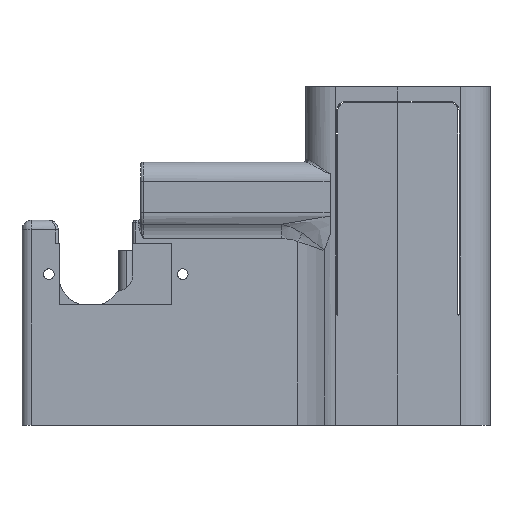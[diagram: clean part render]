
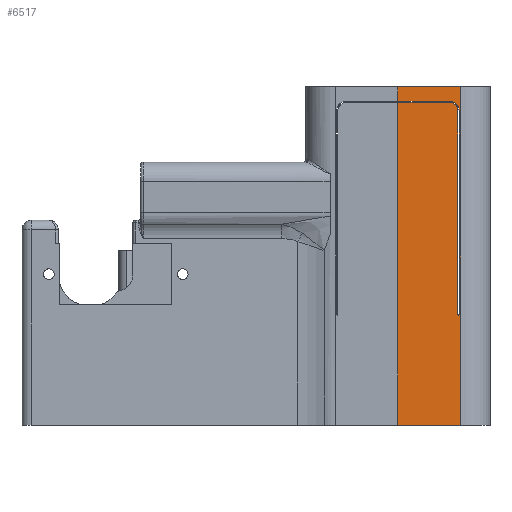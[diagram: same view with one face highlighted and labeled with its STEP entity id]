
A CAD part, left-side view. The second image highlights one B-rep face of the part: STEP entity #6517.
In plain terms, the highlighted planar face has unit normal (-1, -0.018, 0).
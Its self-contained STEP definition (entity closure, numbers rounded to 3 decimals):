
#33 = LINE ( 'NONE', #92, #4017 ) ;
#92 = CARTESIAN_POINT ( 'NONE',  ( -33.115, -0.578, 40.525 ) ) ;
#138 = VERTEX_POINT ( 'NONE', #404 ) ;
#174 =( BOUNDED_CURVE ( )  B_SPLINE_CURVE ( 3, ( #885, #2511, #6054, #6107 ),
 .UNSPECIFIED., .F., .T. ) 
 B_SPLINE_CURVE_WITH_KNOTS ( ( 4, 4 ),
 ( 0., 1.571 ),
 .UNSPECIFIED. ) 
 CURVE ( )  GEOMETRIC_REPRESENTATION_ITEM ( )  RATIONAL_B_SPLINE_CURVE ( ( 1., 0.805, 0.805, 1. ) ) 
 REPRESENTATION_ITEM ( '' )  );
#297 = DIRECTION ( 'NONE',  ( 0., 0., 1. ) ) ;
#390 = CARTESIAN_POINT ( 'NONE',  ( -32.904, -12.694, 38.525 ) ) ;
#404 = CARTESIAN_POINT ( 'NONE',  ( -33.125, 0., 40.275 ) ) ;
#409 = CARTESIAN_POINT ( 'NONE',  ( -33.125, 0., 43.5 ) ) ;
#655 = CARTESIAN_POINT ( 'NONE',  ( -32.906, -12.569, -3.734 ) ) ;
#786 = VERTEX_POINT ( 'NONE', #409 ) ;
#885 = CARTESIAN_POINT ( 'NONE',  ( -32.908, -12.444, 38.525 ) ) ;
#934 = DIRECTION ( 'NONE',  ( 0.017, -1., 0. ) ) ;
#1410 = EDGE_CURVE ( 'NONE', #10806, #7284, #10284, .T. ) ;
#1462 = DIRECTION ( 'NONE',  ( 0., 0., -1. ) ) ;
#1982 = CARTESIAN_POINT ( 'NONE',  ( -33.125, 0., -26.5 ) ) ;
#2076 = VERTEX_POINT ( 'NONE', #4678 ) ;
#2125 = CARTESIAN_POINT ( 'NONE',  ( -33.115, -0.578, 43.5 ) ) ;
#2231 = FACE_OUTER_BOUND ( 'NONE', #6131, .T. ) ;
#2260 = CARTESIAN_POINT ( 'NONE',  ( -32.939, -10.694, 40.525 ) ) ;
#2305 = CARTESIAN_POINT ( 'NONE',  ( -32.899, -12.988, 43.5 ) ) ;
#2474 = EDGE_CURVE ( 'NONE', #3393, #8292, #7596, .T. ) ;
#2499 = CARTESIAN_POINT ( 'NONE',  ( -32.939, -10.694, 40.275 ) ) ;
#2511 = CARTESIAN_POINT ( 'NONE',  ( -32.908, -12.444, 39.55 ) ) ;
#2608 = DIRECTION ( 'NONE',  ( 0., 0., -1. ) ) ;
#2627 = AXIS2_PLACEMENT_3D ( 'NONE', #2125, #10610, #2906 ) ;
#2715 = CARTESIAN_POINT ( 'NONE',  ( -32.908, -12.444, 43.5 ) ) ;
#2789 = ORIENTED_EDGE ( 'NONE', *, *, #4588, .T. ) ;
#2818 = CARTESIAN_POINT ( 'NONE',  ( -33.115, -0.578, 40.275 ) ) ;
#2906 = DIRECTION ( 'NONE',  ( -0.017, 1., 0. ) ) ;
#2993 = EDGE_CURVE ( 'NONE', #4348, #4493, #174, .T. ) ;
#3204 = EDGE_CURVE ( 'NONE', #4493, #138, #9516, .T. ) ;
#3308 =( BOUNDED_CURVE ( )  B_SPLINE_CURVE ( 3, ( #2260, #10023, #5562, #9006 ),
 .UNSPECIFIED., .F., .F. ) 
 B_SPLINE_CURVE_WITH_KNOTS ( ( 4, 4 ),
 ( 4.712, 6.283 ),
 .UNSPECIFIED. ) 
 CURVE ( )  GEOMETRIC_REPRESENTATION_ITEM ( )  RATIONAL_B_SPLINE_CURVE ( ( 1., 0.805, 0.805, 1. ) ) 
 REPRESENTATION_ITEM ( '' )  );
#3353 = VECTOR ( 'NONE', #8540, 1000. ) ;
#3393 = VERTEX_POINT ( 'NONE', #390 ) ;
#3477 = DIRECTION ( 'NONE',  ( 0.017, -1., 0. ) ) ;
#3586 = CARTESIAN_POINT ( 'NONE',  ( -32.899, -12.988, -26.5 ) ) ;
#4017 = VECTOR ( 'NONE', #934, 1000. ) ;
#4023 = EDGE_CURVE ( 'NONE', #9134, #9521, #33, .T. ) ;
#4031 = CARTESIAN_POINT ( 'NONE',  ( -32.904, -12.694, -3.609 ) ) ;
#4050 = ORIENTED_EDGE ( 'NONE', *, *, #10389, .T. ) ;
#4248 = ORIENTED_EDGE ( 'NONE', *, *, #2474, .T. ) ;
#4348 = VERTEX_POINT ( 'NONE', #10376 ) ;
#4493 = VERTEX_POINT ( 'NONE', #2499 ) ;
#4557 = VECTOR ( 'NONE', #10060, 1000. ) ;
#4588 = EDGE_CURVE ( 'NONE', #11140, #4348, #8064, .T. ) ;
#4678 = CARTESIAN_POINT ( 'NONE',  ( -32.906, -12.569, -3.734 ) ) ;
#4792 = ORIENTED_EDGE ( 'NONE', *, *, #3204, .T. ) ;
#4870 = CARTESIAN_POINT ( 'NONE',  ( -33.125, 0., 43.5 ) ) ;
#4923 = CARTESIAN_POINT ( 'NONE',  ( -33.125, 0., 43.5 ) ) ;
#4929 = ORIENTED_EDGE ( 'NONE', *, *, #1410, .T. ) ;
#4958 = CARTESIAN_POINT ( 'NONE',  ( -32.904, -12.694, -3.683 ) ) ;
#5347 = ORIENTED_EDGE ( 'NONE', *, *, #9454, .T. ) ;
#5562 = CARTESIAN_POINT ( 'NONE',  ( -32.904, -12.694, 39.697 ) ) ;
#5724 = CARTESIAN_POINT ( 'NONE',  ( -33.125, 0., 40.525 ) ) ;
#6054 = CARTESIAN_POINT ( 'NONE',  ( -32.921, -11.719, 40.275 ) ) ;
#6107 = CARTESIAN_POINT ( 'NONE',  ( -32.939, -10.694, 40.275 ) ) ;
#6131 = EDGE_LOOP ( 'NONE', ( #8192, #4792, #7211, #4929, #8360, #7258, #9118, #9663, #7188, #4248, #5347, #4050, #2789 ) ) ;
#6326 = VECTOR ( 'NONE', #297, 1000. ) ;
#6514 = VECTOR ( 'NONE', #3477, 1000. ) ;
#6517 = ADVANCED_FACE ( 'NONE', ( #2231 ), #9994, .F. ) ;
#6619 = CARTESIAN_POINT ( 'NONE',  ( -32.907, -12.496, -3.734 ) ) ;
#6802 = LINE ( 'NONE', #4870, #4557 ) ;
#6825 = CARTESIAN_POINT ( 'NONE',  ( -32.899, -12.988, 43.5 ) ) ;
#6841 = DIRECTION ( 'NONE',  ( 0.017, -1., 0. ) ) ;
#6902 = LINE ( 'NONE', #4923, #3353 ) ;
#7102 = VERTEX_POINT ( 'NONE', #2305 ) ;
#7188 = ORIENTED_EDGE ( 'NONE', *, *, #11045, .T. ) ;
#7211 = ORIENTED_EDGE ( 'NONE', *, *, #9926, .T. ) ;
#7258 = ORIENTED_EDGE ( 'NONE', *, *, #8414, .F. ) ;
#7284 = VERTEX_POINT ( 'NONE', #3586 ) ;
#7429 = EDGE_CURVE ( 'NONE', #786, #9134, #6902, .T. ) ;
#7447 = CARTESIAN_POINT ( 'NONE',  ( -32.939, -10.694, 40.525 ) ) ;
#7455 = VECTOR ( 'NONE', #2608, 1000. ) ;
#7596 = LINE ( 'NONE', #9282, #11060 ) ;
#7623 = LINE ( 'NONE', #6825, #7455 ) ;
#8064 = LINE ( 'NONE', #2715, #6326 ) ;
#8180 = CARTESIAN_POINT ( 'NONE',  ( -32.906, -12.569, -3.734 ) ) ;
#8192 = ORIENTED_EDGE ( 'NONE', *, *, #2993, .T. ) ;
#8292 = VERTEX_POINT ( 'NONE', #4031 ) ;
#8351 = CARTESIAN_POINT ( 'NONE',  ( -32.904, -12.694, -3.609 ) ) ;
#8360 = ORIENTED_EDGE ( 'NONE', *, *, #10753, .F. ) ;
#8368 = CARTESIAN_POINT ( 'NONE',  ( -32.908, -12.444, -3.609 ) ) ;
#8406 = CARTESIAN_POINT ( 'NONE',  ( -32.905, -12.642, -3.734 ) ) ;
#8414 = EDGE_CURVE ( 'NONE', #786, #7102, #10337, .T. ) ;
#8540 = DIRECTION ( 'NONE',  ( 0., 0., -1. ) ) ;
#8634 =( BOUNDED_CURVE ( )  B_SPLINE_CURVE ( 3, ( #655, #6619, #11006, #8368 ),
 .UNSPECIFIED., .F., .F. ) 
 B_SPLINE_CURVE_WITH_KNOTS ( ( 4, 4 ),
 ( 1.571, 3.142 ),
 .UNSPECIFIED. ) 
 CURVE ( )  GEOMETRIC_REPRESENTATION_ITEM ( )  RATIONAL_B_SPLINE_CURVE ( ( 1., 0.805, 0.805, 1. ) ) 
 REPRESENTATION_ITEM ( '' )  );
#8643 = CARTESIAN_POINT ( 'NONE',  ( -33.115, -0.578, 43.5 ) ) ;
#9006 = CARTESIAN_POINT ( 'NONE',  ( -32.904, -12.694, 38.525 ) ) ;
#9118 = ORIENTED_EDGE ( 'NONE', *, *, #7429, .T. ) ;
#9134 = VERTEX_POINT ( 'NONE', #5724 ) ;
#9282 = CARTESIAN_POINT ( 'NONE',  ( -32.904, -12.694, 43.5 ) ) ;
#9384 = CARTESIAN_POINT ( 'NONE',  ( -33.115, -0.578, -26.5 ) ) ;
#9405 = CARTESIAN_POINT ( 'NONE',  ( -32.908, -12.444, -3.609 ) ) ;
#9454 = EDGE_CURVE ( 'NONE', #8292, #2076, #10864, .T. ) ;
#9516 = LINE ( 'NONE', #2818, #10837 ) ;
#9521 = VERTEX_POINT ( 'NONE', #7447 ) ;
#9564 = DIRECTION ( 'NONE',  ( -0.017, 1., 0. ) ) ;
#9663 = ORIENTED_EDGE ( 'NONE', *, *, #4023, .T. ) ;
#9926 = EDGE_CURVE ( 'NONE', #138, #10806, #6802, .T. ) ;
#9994 = PLANE ( 'NONE',  #2627 ) ;
#10023 = CARTESIAN_POINT ( 'NONE',  ( -32.918, -11.866, 40.525 ) ) ;
#10060 = DIRECTION ( 'NONE',  ( 0., 0., -1. ) ) ;
#10284 = LINE ( 'NONE', #9384, #6514 ) ;
#10337 = LINE ( 'NONE', #8643, #11102 ) ;
#10376 = CARTESIAN_POINT ( 'NONE',  ( -32.908, -12.444, 38.525 ) ) ;
#10389 = EDGE_CURVE ( 'NONE', #2076, #11140, #8634, .T. ) ;
#10610 = DIRECTION ( 'NONE',  ( 1., 0.017, 0. ) ) ;
#10753 = EDGE_CURVE ( 'NONE', #7102, #7284, #7623, .T. ) ;
#10806 = VERTEX_POINT ( 'NONE', #1982 ) ;
#10837 = VECTOR ( 'NONE', #9564, 1000. ) ;
#10864 =( BOUNDED_CURVE ( )  B_SPLINE_CURVE ( 3, ( #8351, #4958, #8406, #8180 ),
 .UNSPECIFIED., .F., .F. ) 
 B_SPLINE_CURVE_WITH_KNOTS ( ( 4, 4 ),
 ( 0., 1.571 ),
 .UNSPECIFIED. ) 
 CURVE ( )  GEOMETRIC_REPRESENTATION_ITEM ( )  RATIONAL_B_SPLINE_CURVE ( ( 1., 0.805, 0.805, 1. ) ) 
 REPRESENTATION_ITEM ( '' )  );
#11006 = CARTESIAN_POINT ( 'NONE',  ( -32.908, -12.444, -3.683 ) ) ;
#11045 = EDGE_CURVE ( 'NONE', #9521, #3393, #3308, .T. ) ;
#11060 = VECTOR ( 'NONE', #1462, 1000. ) ;
#11102 = VECTOR ( 'NONE', #6841, 1000. ) ;
#11140 = VERTEX_POINT ( 'NONE', #9405 ) ;
